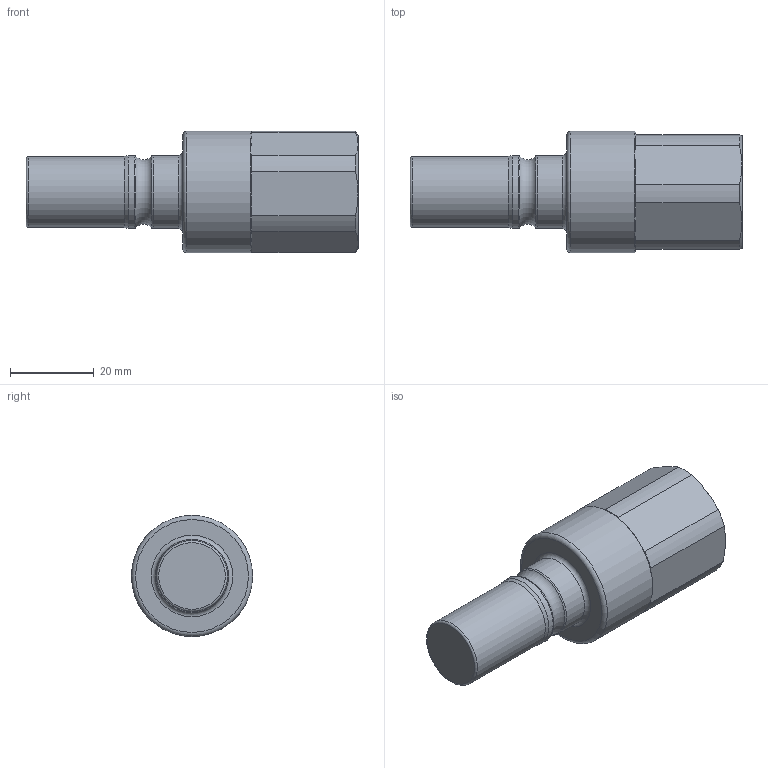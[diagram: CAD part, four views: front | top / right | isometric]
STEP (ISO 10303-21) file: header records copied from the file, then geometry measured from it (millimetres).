
FILE_DESCRIPTION((''),'2;1');
FILE_NAME('209sliw21evx.stp','2013-12-03T13:15:31',('IA176480'),(''),'Autodesk Inventor 2013','Autodesk Inventor 2013','');
FILE_SCHEMA(('AUTOMOTIVE_DESIGN { 1 0 10303 214 1 1 1 1 }'));
Length unit declared in the file: millimetre
Products named in the file (1): D108682
Bounding box: 79.4 x 29 x 29 mm (x, y, z)
Volume: 30596.3 mm3; surface area: 9983.8 mm2
Topology: 1 solids, 4 shells, 70 faces, 147 edges, 86 vertices
Faces by surface type: plane 27, cylinder 19, cone 15, torus 9
Full cylindrical faces by diameter (mm): 16.97 x1, 17.47 x2, 18.631 x1, 19.76 x1, 21.05 x1, 23.9 x1, 24.1 x1, 24.4 x1, 25 x2, 26.8 x1, 29 x1
Entity records: 1737 total; most frequent: DIRECTION 308, CARTESIAN_POINT 285, ORIENTED_EDGE 220, AXIS2_PLACEMENT_3D 139, EDGE_CURVE 110, EDGE_LOOP 108, VERTEX_POINT 80, FACE_OUTER_BOUND 70
